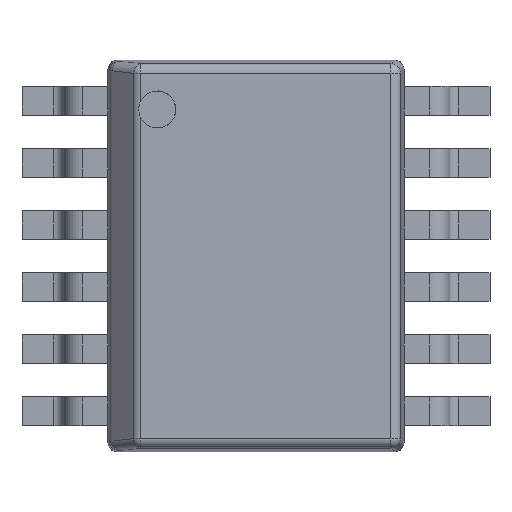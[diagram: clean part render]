
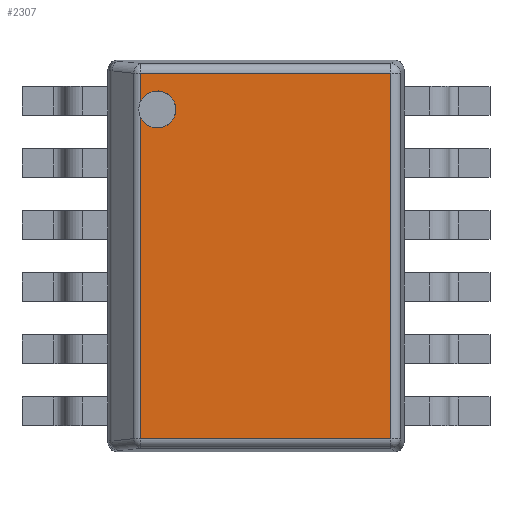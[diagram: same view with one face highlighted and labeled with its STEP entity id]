
A CAD part, top view. The second image highlights one B-rep face of the part: STEP entity #2307.
In plain terms, the highlighted planar face has unit normal (0, 0, 1).
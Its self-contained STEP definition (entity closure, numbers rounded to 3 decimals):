
#2101 = VERTEX_POINT('',#2102);
#2102 = CARTESIAN_POINT('',(2.963,0.137,1.1));
#2109 = EDGE_CURVE('',#2110,#2101,#2112,.T.);
#2110 = VERTEX_POINT('',#2111);
#2111 = CARTESIAN_POINT('',(0.341,0.137,1.1));
#2112 = LINE('',#2113,#2114);
#2113 = CARTESIAN_POINT('',(0.3,0.137,1.1));
#2114 = VECTOR('',#2115,1.);
#2115 = DIRECTION('',(1.,0.,0.));
#2184 = VERTEX_POINT('',#2185);
#2185 = CARTESIAN_POINT('',(0.341,3.963,1.1));
#2192 = EDGE_CURVE('',#2184,#2193,#2195,.T.);
#2193 = VERTEX_POINT('',#2194);
#2194 = CARTESIAN_POINT('',(2.963,3.963,1.1));
#2195 = LINE('',#2196,#2197);
#2196 = CARTESIAN_POINT('',(0.3,3.963,1.1));
#2197 = VECTOR('',#2198,1.);
#2198 = DIRECTION('',(1.,0.,0.));
#2222 = EDGE_CURVE('',#2101,#2193,#2223,.T.);
#2223 = LINE('',#2224,#2225);
#2224 = CARTESIAN_POINT('',(2.963,0.047,1.1));
#2225 = VECTOR('',#2226,1.);
#2226 = DIRECTION('',(0.,1.,0.));
#2307 = ADVANCED_FACE('',(#2308),#2345,.T.);
#2308 = FACE_BOUND('',#2309,.T.);
#2309 = EDGE_LOOP('',(#2310,#2311,#2319,#2328,#2337,#2343,#2344));
#2310 = ORIENTED_EDGE('',*,*,#2192,.F.);
#2311 = ORIENTED_EDGE('',*,*,#2312,.F.);
#2312 = EDGE_CURVE('',#2313,#2184,#2315,.T.);
#2313 = VERTEX_POINT('',#2314);
#2314 = CARTESIAN_POINT('',(0.341,3.666,1.1));
#2315 = LINE('',#2316,#2317);
#2316 = CARTESIAN_POINT('',(0.341,0.047,1.1));
#2317 = VECTOR('',#2318,1.);
#2318 = DIRECTION('',(0.,1.,0.));
#2319 = ORIENTED_EDGE('',*,*,#2320,.F.);
#2320 = EDGE_CURVE('',#2321,#2313,#2323,.T.);
#2321 = VERTEX_POINT('',#2322);
#2322 = CARTESIAN_POINT('',(0.71,3.583,1.1));
#2323 = CIRCLE('',#2324,0.194);
#2324 = AXIS2_PLACEMENT_3D('',#2325,#2326,#2327);
#2325 = CARTESIAN_POINT('',(0.517,3.583,1.1));
#2326 = DIRECTION('',(0.,0.,1.));
#2327 = DIRECTION('',(1.,0.,0.));
#2328 = ORIENTED_EDGE('',*,*,#2329,.F.);
#2329 = EDGE_CURVE('',#2330,#2321,#2332,.T.);
#2330 = VERTEX_POINT('',#2331);
#2331 = CARTESIAN_POINT('',(0.341,3.501,1.1));
#2332 = CIRCLE('',#2333,0.194);
#2333 = AXIS2_PLACEMENT_3D('',#2334,#2335,#2336);
#2334 = CARTESIAN_POINT('',(0.517,3.583,1.1));
#2335 = DIRECTION('',(0.,0.,1.));
#2336 = DIRECTION('',(1.,0.,0.));
#2337 = ORIENTED_EDGE('',*,*,#2338,.F.);
#2338 = EDGE_CURVE('',#2110,#2330,#2339,.T.);
#2339 = LINE('',#2340,#2341);
#2340 = CARTESIAN_POINT('',(0.341,0.047,1.1));
#2341 = VECTOR('',#2342,1.);
#2342 = DIRECTION('',(0.,1.,0.));
#2343 = ORIENTED_EDGE('',*,*,#2109,.T.);
#2344 = ORIENTED_EDGE('',*,*,#2222,.T.);
#2345 = PLANE('',#2346);
#2346 = AXIS2_PLACEMENT_3D('',#2347,#2348,#2349);
#2347 = CARTESIAN_POINT('',(0.,0.,1.1));
#2348 = DIRECTION('',(0.,0.,1.));
#2349 = DIRECTION('',(1.,0.,0.));
